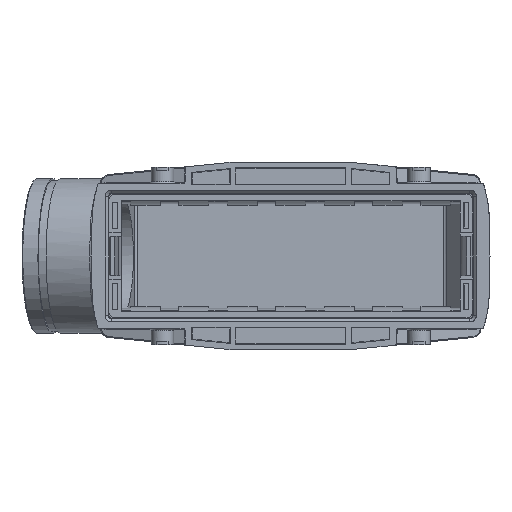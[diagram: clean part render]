
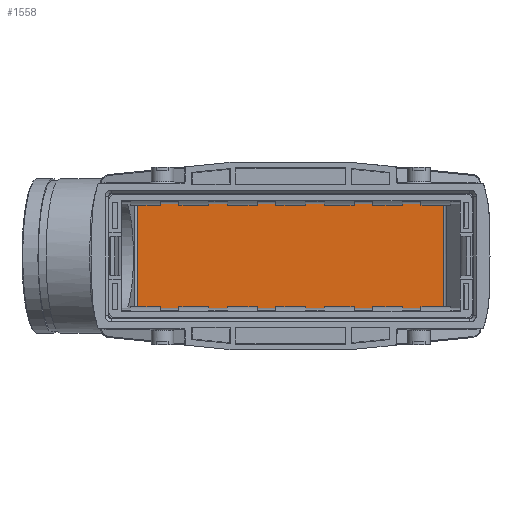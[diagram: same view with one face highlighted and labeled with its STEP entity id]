
A CAD part, front view. The second image highlights one B-rep face of the part: STEP entity #1558.
In plain terms, the highlighted planar face has unit normal (0, -1, 0).
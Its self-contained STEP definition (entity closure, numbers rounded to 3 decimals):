
#1558=ADVANCED_FACE('',(#3034),#2297,.T.);
#2297=PLANE('',#17341);
#3034=FACE_OUTER_BOUND('',#3949,.T.);
#3949=EDGE_LOOP('',(#6377,#6378,#6379,#6380));
#6377=ORIENTED_EDGE('',*,*,#11921,.F.);
#6378=ORIENTED_EDGE('',*,*,#11949,.F.);
#6379=ORIENTED_EDGE('',*,*,#11952,.T.);
#6380=ORIENTED_EDGE('',*,*,#11954,.T.);
#10006=VERTEX_POINT('',#28055);
#10013=VERTEX_POINT('',#28091);
#10015=VERTEX_POINT('',#28106);
#10033=VERTEX_POINT('',#28199);
#11921=EDGE_CURVE('',#10015,#10013,#14005,.T.);
#11949=EDGE_CURVE('',#10033,#10015,#14022,.T.);
#11952=EDGE_CURVE('',#10033,#10006,#14023,.T.);
#11954=EDGE_CURVE('',#10006,#10013,#14025,.T.);
#14005=LINE('',#28107,#15732);
#14022=LINE('',#28200,#15749);
#14023=LINE('',#28206,#15750);
#14025=LINE('',#28209,#15752);
#15732=VECTOR('',#19633,1.);
#15749=VECTOR('',#19678,1.);
#15750=VECTOR('',#19687,1.);
#15752=VECTOR('',#19691,1.);
#17341=AXIS2_PLACEMENT_3D('',#28210,#19692,#19693);
#19633=DIRECTION('',(0.,0.,-1.));
#19678=DIRECTION('',(1.,0.,0.));
#19687=DIRECTION('',(0.,0.,-1.));
#19691=DIRECTION('',(1.,0.,0.));
#19692=DIRECTION('',(0.,-1.,0.));
#19693=DIRECTION('',(0.,0.,-1.));
#28055=CARTESIAN_POINT('',(-46.4,64.,-16.998));
#28091=CARTESIAN_POINT('',(46.4,64.,-16.998));
#28106=CARTESIAN_POINT('',(46.4,64.,16.998));
#28107=CARTESIAN_POINT('',(46.4,64.,16.998));
#28199=CARTESIAN_POINT('',(-46.4,64.,16.998));
#28200=CARTESIAN_POINT('',(-46.4,64.,16.998));
#28206=CARTESIAN_POINT('',(-46.4,64.,16.998));
#28209=CARTESIAN_POINT('',(-46.4,64.,-16.998));
#28210=CARTESIAN_POINT('',(-49.697,64.,-21.5));
